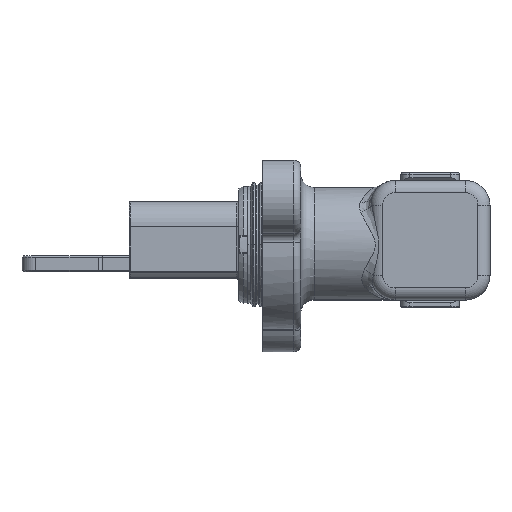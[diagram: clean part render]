
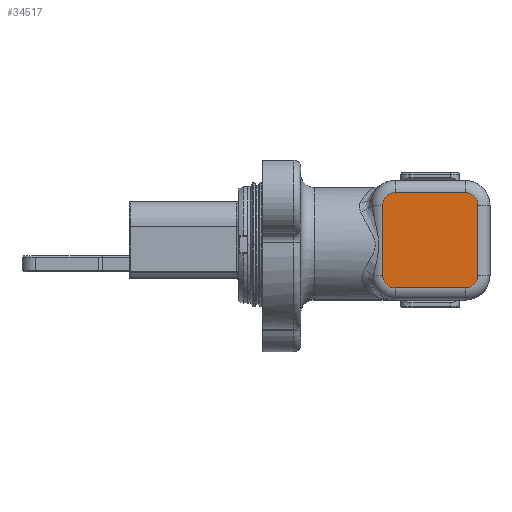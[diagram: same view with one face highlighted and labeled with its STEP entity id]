
A CAD part, left-side view. The second image highlights one B-rep face of the part: STEP entity #34517.
In plain terms, the highlighted planar face has unit normal (-1, 0, 0).
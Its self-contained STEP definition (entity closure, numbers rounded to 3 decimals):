
#1228 = EDGE_CURVE ( 'NONE', #14579, #12197, #33491, .T. ) ;
#2099 = DIRECTION ( 'NONE',  ( 0., 0., 1. ) ) ;
#3201 = AXIS2_PLACEMENT_3D ( 'NONE', #7729, #17181, #20273 ) ;
#3895 = ORIENTED_EDGE ( 'NONE', *, *, #25714, .T. ) ;
#4227 = EDGE_CURVE ( 'NONE', #12197, #17891, #36762, .T. ) ;
#4449 = LINE ( 'NONE', #17348, #5882 ) ;
#4454 = VECTOR ( 'NONE', #36098, 1000. ) ;
#4906 = DIRECTION ( 'NONE',  ( 0., -1., 0. ) ) ;
#5076 = CARTESIAN_POINT ( 'NONE',  ( -39.79, -19.183, 80.513 ) ) ;
#5610 = AXIS2_PLACEMENT_3D ( 'NONE', #33169, #33309, #21019 ) ;
#5882 = VECTOR ( 'NONE', #4906, 1000. ) ;
#5896 = DIRECTION ( 'NONE',  ( 0., 0., -1. ) ) ;
#5981 = CARTESIAN_POINT ( 'NONE',  ( -39.79, 2.017, 64.913 ) ) ;
#6513 = ORIENTED_EDGE ( 'NONE', *, *, #1228, .T. ) ;
#7365 = DIRECTION ( 'NONE',  ( 0., 0., -1. ) ) ;
#7729 = CARTESIAN_POINT ( 'NONE',  ( -39.79, -21.883, 86.013 ) ) ;
#8877 = CIRCLE ( 'NONE', #5610, 2.8 ) ;
#9376 = VERTEX_POINT ( 'NONE', #5981 ) ;
#12153 = EDGE_CURVE ( 'NONE', #9376, #13780, #19092, .T. ) ;
#12197 = VERTEX_POINT ( 'NONE', #12639 ) ;
#12363 = DIRECTION ( 'NONE',  ( -1., 0., 0. ) ) ;
#12639 = CARTESIAN_POINT ( 'NONE',  ( -39.79, -16.383, 83.313 ) ) ;
#13780 = VERTEX_POINT ( 'NONE', #38943 ) ;
#14579 = VERTEX_POINT ( 'NONE', #21863 ) ;
#15170 = ORIENTED_EDGE ( 'NONE', *, *, #37445, .T. ) ;
#15226 = CARTESIAN_POINT ( 'NONE',  ( -39.79, 2.017, 80.513 ) ) ;
#15795 = VERTEX_POINT ( 'NONE', #22137 ) ;
#16306 = DIRECTION ( 'NONE',  ( -1., 0., 0. ) ) ;
#17181 = DIRECTION ( 'NONE',  ( 1., 0., 0. ) ) ;
#17259 = EDGE_LOOP ( 'NONE', ( #19003, #3895, #15170, #6513, #38172, #34213, #29231, #21583 ) ) ;
#17348 = CARTESIAN_POINT ( 'NONE',  ( -39.79, -21.883, 62.113 ) ) ;
#17891 = VERTEX_POINT ( 'NONE', #38935 ) ;
#18546 = VECTOR ( 'NONE', #35516, 1000. ) ;
#19003 = ORIENTED_EDGE ( 'NONE', *, *, #20507, .T. ) ;
#19092 = CIRCLE ( 'NONE', #38016, 2.8 ) ;
#20273 = DIRECTION ( 'NONE',  ( 0., 0., -1. ) ) ;
#20507 = EDGE_CURVE ( 'NONE', #13780, #24513, #4449, .T. ) ;
#21019 = DIRECTION ( 'NONE',  ( 0., 0., -1. ) ) ;
#21545 = CARTESIAN_POINT ( 'NONE',  ( -39.79, -0.783, 80.513 ) ) ;
#21583 = ORIENTED_EDGE ( 'NONE', *, *, #12153, .T. ) ;
#21709 = CARTESIAN_POINT ( 'NONE',  ( -39.79, -16.383, 80.513 ) ) ;
#21863 = CARTESIAN_POINT ( 'NONE',  ( -39.79, -19.183, 80.513 ) ) ;
#22137 = CARTESIAN_POINT ( 'NONE',  ( -39.79, -19.183, 64.913 ) ) ;
#22188 = EDGE_CURVE ( 'NONE', #33559, #9376, #32842, .T. ) ;
#24513 = VERTEX_POINT ( 'NONE', #28297 ) ;
#24866 = EDGE_CURVE ( 'NONE', #17891, #33559, #25938, .T. ) ;
#25714 = EDGE_CURVE ( 'NONE', #24513, #15795, #8877, .T. ) ;
#25938 = CIRCLE ( 'NONE', #26949, 2.8 ) ;
#26949 = AXIS2_PLACEMENT_3D ( 'NONE', #21545, #33844, #5896 ) ;
#27641 = AXIS2_PLACEMENT_3D ( 'NONE', #21709, #16306, #7365 ) ;
#28040 = VECTOR ( 'NONE', #2099, 1000. ) ;
#28297 = CARTESIAN_POINT ( 'NONE',  ( -39.79, -16.383, 62.113 ) ) ;
#29231 = ORIENTED_EDGE ( 'NONE', *, *, #22188, .T. ) ;
#32842 = LINE ( 'NONE', #33794, #4454 ) ;
#33169 = CARTESIAN_POINT ( 'NONE',  ( -39.79, -16.383, 64.913 ) ) ;
#33309 = DIRECTION ( 'NONE',  ( -1., 0., 0. ) ) ;
#33491 = CIRCLE ( 'NONE', #27641, 2.8 ) ;
#33559 = VERTEX_POINT ( 'NONE', #15226 ) ;
#33783 = LINE ( 'NONE', #5076, #28040 ) ;
#33794 = CARTESIAN_POINT ( 'NONE',  ( -39.79, 2.017, 86.013 ) ) ;
#33844 = DIRECTION ( 'NONE',  ( -1., 0., 0. ) ) ;
#33846 = DIRECTION ( 'NONE',  ( 0., 0., -1. ) ) ;
#34213 = ORIENTED_EDGE ( 'NONE', *, *, #24866, .T. ) ;
#34517 = ADVANCED_FACE ( 'NONE', ( #37654 ), #34720, .F. ) ;
#34720 = PLANE ( 'NONE',  #3201 ) ;
#34980 = CARTESIAN_POINT ( 'NONE',  ( -39.79, -21.883, 83.313 ) ) ;
#35516 = DIRECTION ( 'NONE',  ( 0., 1., 0. ) ) ;
#36098 = DIRECTION ( 'NONE',  ( 0., 0., -1. ) ) ;
#36762 = LINE ( 'NONE', #34980, #18546 ) ;
#37178 = CARTESIAN_POINT ( 'NONE',  ( -39.79, -0.783, 64.913 ) ) ;
#37445 = EDGE_CURVE ( 'NONE', #15795, #14579, #33783, .T. ) ;
#37654 = FACE_OUTER_BOUND ( 'NONE', #17259, .T. ) ;
#38016 = AXIS2_PLACEMENT_3D ( 'NONE', #37178, #12363, #33846 ) ;
#38172 = ORIENTED_EDGE ( 'NONE', *, *, #4227, .T. ) ;
#38935 = CARTESIAN_POINT ( 'NONE',  ( -39.79, -0.783, 83.313 ) ) ;
#38943 = CARTESIAN_POINT ( 'NONE',  ( -39.79, -0.783, 62.113 ) ) ;
